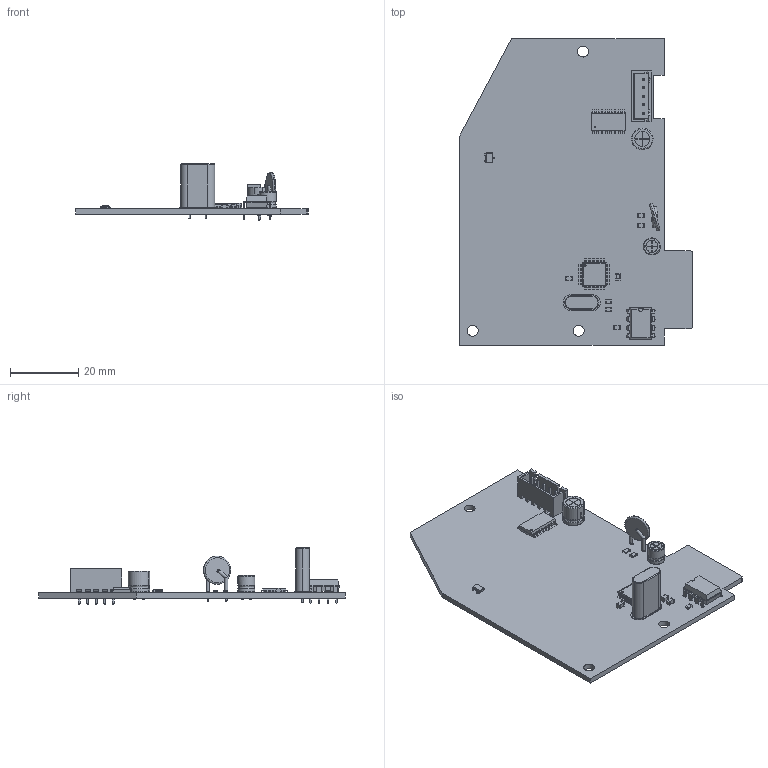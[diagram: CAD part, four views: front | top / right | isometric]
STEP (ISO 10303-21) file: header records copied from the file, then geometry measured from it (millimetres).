
FILE_DESCRIPTION(('KiCad electronic assembly'),'2;1');
FILE_NAME('ModuleController.step','2024-09-11T21:39:35',('Pcbnew'),( 'Kicad'),'Open CASCADE STEP processor 7.6','KiCad to STEP converter' ,'Unknown');
FILE_SCHEMA(('AUTOMOTIVE_DESIGN { 1 0 10303 214 1 1 1 1 }'));
Length unit declared in the file: millimetre
Products named in the file (24): ModuleController 1; CP_Radial_D5.0mm_P2.50mm; SOLID; C_0805_2012Metric; R_0805_2012Metric; Crystal_HC49-U_Vertical; TQFP-32_7x7mm_P0.8mm; CP_Radial_D6.3mm_P2.50mm; SOIC-16W_5.3x10.2mm_P1.27mm; SOT-23W; DIP-8_W7.62mm; JST_XH_B5B-XH-A_1x05_P2.50mm_Vertical; Fuse_BelFuse_0ZRE_0ZRE0005FF_L8.3mm_W3.8mm; ModuleController PCB
Assembly tree (28 placements, depth 3):
  ModuleController 1
    CP_Radial_D5.0mm_P2.50mm
      SOLID
    C_0805_2012Metric  x4
      SOLID
    R_0805_2012Metric  x3
      SOLID
    Crystal_HC49-U_Vertical
      SOLID
    TQFP-32_7x7mm_P0.8mm
      SOLID
    CP_Radial_D6.3mm_P2.50mm
      SOLID
    SOIC-16W_5.3x10.2mm_P1.27mm
      SOLID
    SOT-23W
      SOLID
    DIP-8_W7.62mm
      SOLID
    JST_XH_B5B-XH-A_1x05_P2.50mm_Vertical
      SOLID
    Fuse_BelFuse_0ZRE_0ZRE0005FF_L8.3mm_W3.8mm
      SOLID
    ModuleController PCB
Bounding box: 68.26 x 90 x 16.5 mm (x, y, z)
Volume: 9811.2 mm3; surface area: 13660.7 mm2
Topology: 17 solids, 19 shells, 1578 faces, 4127 edges, 2618 vertices
Faces by surface type: plane 1023, cylinder 369, bspline 161, torus 14, revolution 11
Full cylindrical faces by diameter (mm): 0.4 x1, 0.5 x7, 0.51 x2, 0.8 x14, 0.95 x5, 1 x2, 1.02 x2, 3.2 x3, 8.3 x1
Entity records: 120297 total; most frequent: CARTESIAN_POINT 35267, DIRECTION 13683, LINE 9313, VECTOR 9313, ORIENTED_EDGE 7550, PCURVE 7550, DEFINITIONAL_REPRESENTATION 7550, EDGE_CURVE 3775
